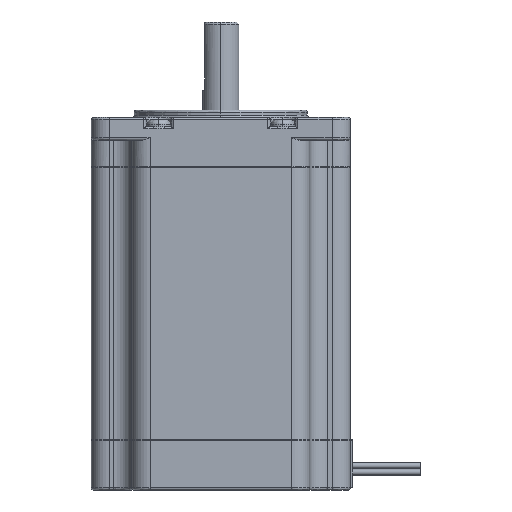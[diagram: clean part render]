
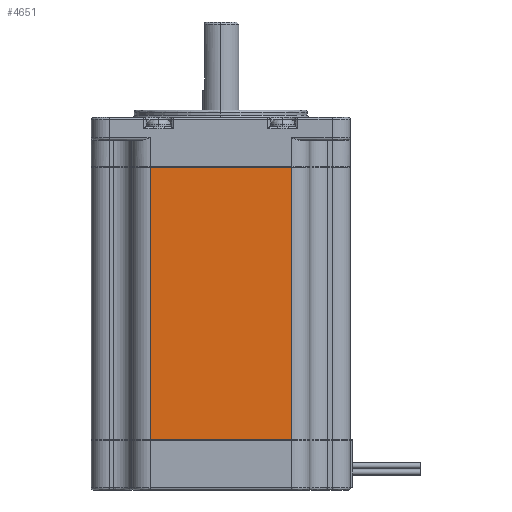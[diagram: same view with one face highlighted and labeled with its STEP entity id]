
A CAD part, left-side view. The second image highlights one B-rep face of the part: STEP entity #4651.
In plain terms, the highlighted planar face has unit normal (-1, 0, 0).
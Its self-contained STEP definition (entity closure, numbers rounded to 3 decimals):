
#281 = EDGE_CURVE ( 'NONE', #15337, #11330, #6929, .T. ) ;
#366 = CARTESIAN_POINT ( 'NONE',  ( -28.5, 15.57, 82. ) ) ;
#1213 = VECTOR ( 'NONE', #11396, 1000. ) ;
#1488 = DIRECTION ( 'NONE',  ( 1., 0., 0. ) ) ;
#1523 = EDGE_CURVE ( 'NONE', #11127, #11801, #5323, .T. ) ;
#1752 = CARTESIAN_POINT ( 'NONE',  ( -28.5, 15.57, 11.01 ) ) ;
#1941 = VECTOR ( 'NONE', #10864, 1000. ) ;
#2549 = CARTESIAN_POINT ( 'NONE',  ( -28.5, 28.5, 82. ) ) ;
#3481 = LINE ( 'NONE', #15651, #1941 ) ;
#3677 = ORIENTED_EDGE ( 'NONE', *, *, #15455, .F. ) ;
#4493 = LINE ( 'NONE', #6474, #1213 ) ;
#4651 = ADVANCED_FACE ( 'NONE', ( #11883 ), #6135, .F. ) ;
#4820 = ORIENTED_EDGE ( 'NONE', *, *, #6035, .F. ) ;
#4907 = CARTESIAN_POINT ( 'NONE',  ( -28.5, -15.57, 11.01 ) ) ;
#5122 = VECTOR ( 'NONE', #15132, 1000. ) ;
#5323 = LINE ( 'NONE', #366, #5122 ) ;
#5734 = VECTOR ( 'NONE', #15056, 1000. ) ;
#6035 = EDGE_CURVE ( 'NONE', #11801, #15337, #3481, .T. ) ;
#6131 = ORIENTED_EDGE ( 'NONE', *, *, #1523, .F. ) ;
#6135 = PLANE ( 'NONE',  #7048 ) ;
#6474 = CARTESIAN_POINT ( 'NONE',  ( -28.5, 0., 11.01 ) ) ;
#6929 = LINE ( 'NONE', #12587, #5734 ) ;
#7048 = AXIS2_PLACEMENT_3D ( 'NONE', #2549, #1488, #10400 ) ;
#9833 = EDGE_LOOP ( 'NONE', ( #12277, #4820, #6131, #3677 ) ) ;
#10400 = DIRECTION ( 'NONE',  ( 0., 0., -1. ) ) ;
#10864 = DIRECTION ( 'NONE',  ( 0., -1., 0. ) ) ;
#11127 = VERTEX_POINT ( 'NONE', #1752 ) ;
#11330 = VERTEX_POINT ( 'NONE', #4907 ) ;
#11396 = DIRECTION ( 'NONE',  ( 0., 1., 0. ) ) ;
#11801 = VERTEX_POINT ( 'NONE', #15844 ) ;
#11883 = FACE_OUTER_BOUND ( 'NONE', #9833, .T. ) ;
#12277 = ORIENTED_EDGE ( 'NONE', *, *, #281, .F. ) ;
#12419 = CARTESIAN_POINT ( 'NONE',  ( -28.5, -15.57, 70.99 ) ) ;
#12587 = CARTESIAN_POINT ( 'NONE',  ( -28.5, -15.57, 82. ) ) ;
#15056 = DIRECTION ( 'NONE',  ( 0., 0., -1. ) ) ;
#15132 = DIRECTION ( 'NONE',  ( 0., 0., 1. ) ) ;
#15337 = VERTEX_POINT ( 'NONE', #12419 ) ;
#15455 = EDGE_CURVE ( 'NONE', #11330, #11127, #4493, .T. ) ;
#15651 = CARTESIAN_POINT ( 'NONE',  ( -28.5, 28.5, 70.99 ) ) ;
#15844 = CARTESIAN_POINT ( 'NONE',  ( -28.5, 15.57, 70.99 ) ) ;
